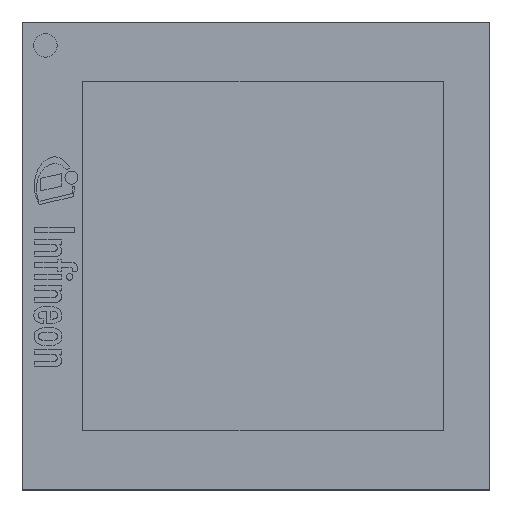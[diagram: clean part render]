
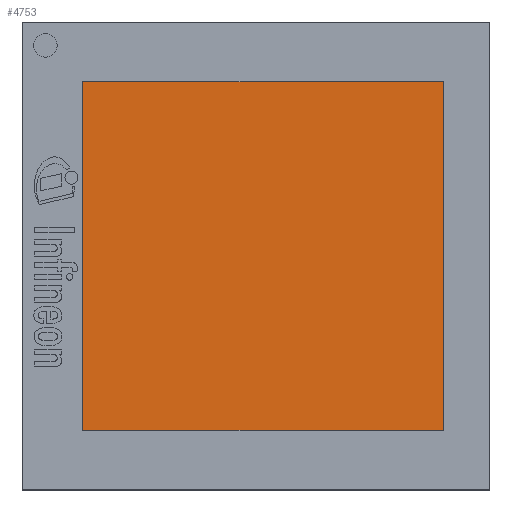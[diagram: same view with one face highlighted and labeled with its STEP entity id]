
A CAD part, top view. The second image highlights one B-rep face of the part: STEP entity #4753.
In plain terms, the highlighted planar face has unit normal (0, 0, 1).
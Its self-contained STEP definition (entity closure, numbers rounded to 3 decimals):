
#1021=FACE_OUTER_BOUND('',#1521,.T.);
#1521=EDGE_LOOP('',(#3685,#3686,#3687,#3688));
#1715=LINE('',#7755,#2023);
#1717=LINE('',#7759,#2025);
#1719=LINE('',#7763,#2027);
#1721=LINE('',#7766,#2029);
#2023=VECTOR('',#6540,1.);
#2025=VECTOR('',#6544,1.);
#2027=VECTOR('',#6548,1.);
#2029=VECTOR('',#6552,1.);
#2481=VERTEX_POINT('',#7752);
#2482=VERTEX_POINT('',#7754);
#2483=VERTEX_POINT('',#7758);
#2484=VERTEX_POINT('',#7762);
#2911=EDGE_CURVE('',#2482,#2481,#1715,.T.);
#2913=EDGE_CURVE('',#2483,#2482,#1717,.T.);
#2915=EDGE_CURVE('',#2484,#2483,#1719,.T.);
#2917=EDGE_CURVE('',#2481,#2484,#1721,.T.);
#3685=ORIENTED_EDGE('',*,*,#2917,.T.);
#3686=ORIENTED_EDGE('',*,*,#2915,.T.);
#3687=ORIENTED_EDGE('',*,*,#2913,.T.);
#3688=ORIENTED_EDGE('',*,*,#2911,.T.);
#4364=PLANE('',#5440);
#4753=ADVANCED_FACE('',(#1021),#4364,.T.);
#5440=AXIS2_PLACEMENT_3D('',#7767,#6553,#6554);
#6540=DIRECTION('',(1.,0.,0.));
#6544=DIRECTION('',(0.,-1.,0.));
#6548=DIRECTION('',(-1.,0.,0.));
#6552=DIRECTION('',(0.,1.,0.));
#6553=DIRECTION('center_axis',(0.,0.,1.));
#6554=DIRECTION('ref_axis',(1.,0.,0.));
#7752=CARTESIAN_POINT('',(4.,-3.725,1.55));
#7754=CARTESIAN_POINT('',(-3.7,-3.725,1.55));
#7755=CARTESIAN_POINT('',(4.,-3.725,1.55));
#7758=CARTESIAN_POINT('',(-3.7,3.725,1.55));
#7759=CARTESIAN_POINT('',(-3.7,-3.725,1.55));
#7762=CARTESIAN_POINT('',(4.,3.725,1.55));
#7763=CARTESIAN_POINT('',(-3.7,3.725,1.55));
#7766=CARTESIAN_POINT('',(4.,3.725,1.55));
#7767=CARTESIAN_POINT('Origin',(0.15,0.,
1.55));
